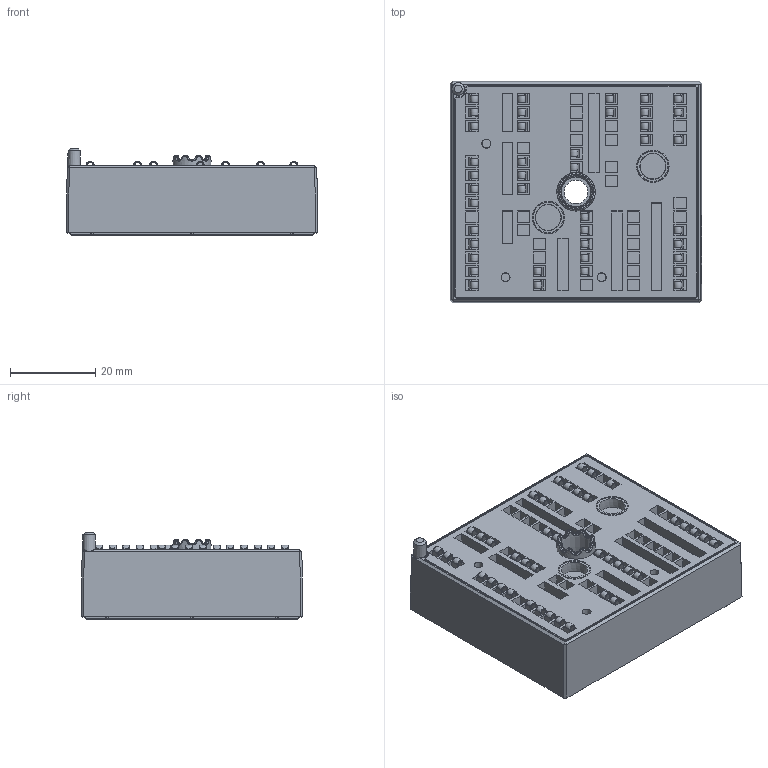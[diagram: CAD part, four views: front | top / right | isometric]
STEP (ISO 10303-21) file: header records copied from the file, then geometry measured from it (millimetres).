
FILE_DESCRIPTION(/* description */ ('Unknown'),/* implementation_level */ '2;1');
FILE_NAME(/* name */ 'MiniSkiiP2-K790(410)-OL',/* time_stamp */ '2025-07-28T13:24:41+02:00',/* author */ ('Unknown'),/* organization */ ('Unknown'),/* preprocessor_version */ 'ST-DEVELOPER v18.104',/* originating_system */ 'Solid Edge',/* authorisation */ 'Unknown');
FILE_SCHEMA (('AUTOMOTIVE_DESIGN {1 0 10303 214 3 1 1}'));
Products named in the file (1): MiniSkiiP2-K790-OL
Bounding box: 58.99 x 51.99 x 20.29 mm (x, y, z)
Volume: 46663.5 mm3; surface area: 14268.7 mm2
Topology: 1 solids, 4 shells, 1764 faces, 4887 edges, 2823 vertices
Faces by surface type: plane 1085, bspline 492, cylinder 115, torus 63, cone 9
Full cylindrical faces by diameter (mm): 3 x2, 5 x1, 5.5 x1, 6.2 x1, 7.5 x1, 8 x1
Entity records: 57977 total; most frequent: CARTESIAN_POINT 19771, ORIENTED_EDGE 8804, DIRECTION 6203, EDGE_CURVE 4402, LINE 2867, VECTOR 2867, VERTEX_POINT 2809, EDGE_LOOP 1929
